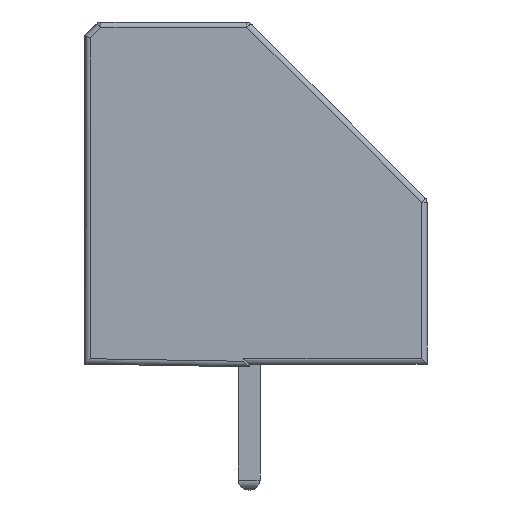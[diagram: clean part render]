
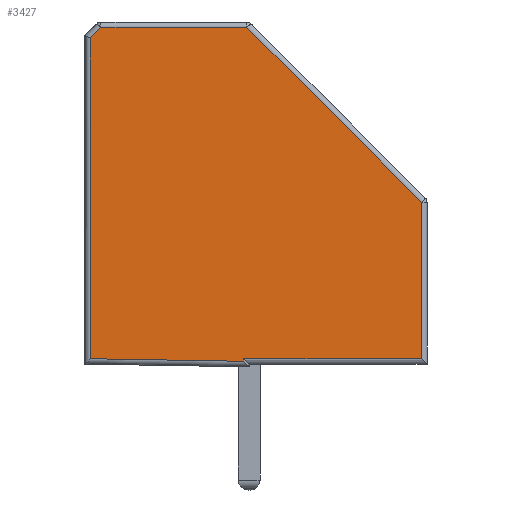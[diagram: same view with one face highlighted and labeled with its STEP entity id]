
A CAD part, left-side view. The second image highlights one B-rep face of the part: STEP entity #3427.
In plain terms, the highlighted planar face has unit normal (-1, 0, 0).
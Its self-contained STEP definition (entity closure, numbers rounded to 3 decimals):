
#13=DIRECTION('',(0.,0.,1.));
#28=VECTOR('',#29,1.);
#29=DIRECTION('',(0.,0.707,0.707));
#548=VECTOR('',#549,1.);
#549=DIRECTION('',(0.,1.,0.));
#556=VECTOR('',#557,1.);
#557=DIRECTION('',(0.,0.707,-0.707));
#564=VECTOR('',#565,1.);
#565=DIRECTION('',(0.,0.,-1.));
#572=VECTOR('',#573,1.);
#573=DIRECTION('',(0.,-1.,-0.017));
#580=VECTOR('',#13,1.);
#587=VECTOR('',#588,1.);
#588=DIRECTION('',(0.,-1.,0.));
#596=DIRECTION('',(-1.,0.,0.));
#597=DIRECTION('',(0.,-1.,0.));
#637=VERTEX_POINT('',#638);
#638=CARTESIAN_POINT('',(-2.5,0.083,12.4));
#648=EDGE_CURVE('',#649,#637,#651,.T.);
#649=VERTEX_POINT('',#650);
#650=CARTESIAN_POINT('',(-2.5,-6.3,6.017));
#651=LINE('',#652,#28);
#652=CARTESIAN_POINT('',(-2.5,-6.359,5.959));
#3427=ADVANCED_FACE('',(#3428),#3471,.T.);
#3428=FACE_BOUND('',#3429,.T.);
#3429=EDGE_LOOP('',(#3430,#3438,#3444,#3450,#3456,#3460,#3461,#3467));
#3430=ORIENTED_EDGE('',*,*,#3431,.T.);
#3431=EDGE_CURVE('',#3432,#3434,#3436,.T.);
#3432=VERTEX_POINT('',#3433);
#3433=CARTESIAN_POINT('',(-2.5,5.8,12.017));
#3434=VERTEX_POINT('',#3435);
#3435=CARTESIAN_POINT('',(-2.5,5.8,0.297));
#3436=LINE('',#3437,#564);
#3437=CARTESIAN_POINT('',(-2.5,5.8,12.1));
#3438=ORIENTED_EDGE('',*,*,#3439,.T.);
#3439=EDGE_CURVE('',#3434,#3440,#3442,.T.);
#3440=VERTEX_POINT('',#3441);
#3441=CARTESIAN_POINT('',(-2.5,0.2,0.203));
#3442=LINE('',#3443,#572);
#3443=CARTESIAN_POINT('',(-2.5,5.997,0.3));
#3444=ORIENTED_EDGE('',*,*,#3445,.T.);
#3445=EDGE_CURVE('',#3440,#3446,#3448,.T.);
#3446=VERTEX_POINT('',#3447);
#3447=CARTESIAN_POINT('',(-2.5,0.2,0.3));
#3448=LINE('',#3449,#580);
#3449=CARTESIAN_POINT('',(-2.5,0.2,0.));
#3450=ORIENTED_EDGE('',*,*,#3451,.T.);
#3451=EDGE_CURVE('',#3446,#3452,#3454,.T.);
#3452=VERTEX_POINT('',#3453);
#3453=CARTESIAN_POINT('',(-2.5,-6.3,0.3));
#3454=LINE('',#3455,#587);
#3455=CARTESIAN_POINT('',(-2.5,0.,0.3));
#3456=ORIENTED_EDGE('',*,*,#3457,.T.);
#3457=EDGE_CURVE('',#3452,#649,#3458,.T.);
#3458=LINE('',#3459,#580);
#3459=CARTESIAN_POINT('',(-2.5,-6.3,0.1));
#3460=ORIENTED_EDGE('',*,*,#648,.T.);
#3461=ORIENTED_EDGE('',*,*,#3462,.T.);
#3462=EDGE_CURVE('',#637,#3463,#3465,.T.);
#3463=VERTEX_POINT('',#3464);
#3464=CARTESIAN_POINT('',(-2.5,5.417,12.4));
#3465=LINE('',#3466,#548);
#3466=CARTESIAN_POINT('',(-2.5,0.,12.4));
#3467=ORIENTED_EDGE('',*,*,#3468,.T.);
#3468=EDGE_CURVE('',#3463,#3432,#3469,.T.);
#3469=LINE('',#3470,#556);
#3470=CARTESIAN_POINT('',(-2.5,5.359,12.459));
#3471=PLANE('',#3472);
#3472=AXIS2_PLACEMENT_3D('',#3473,#596,#597);
#3473=CARTESIAN_POINT('',(-2.5,0.417,5.581));
